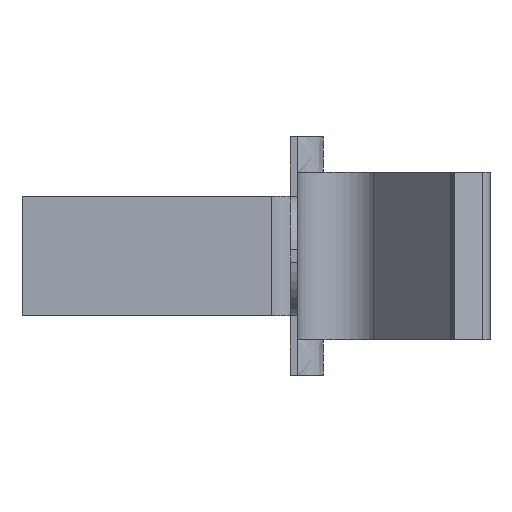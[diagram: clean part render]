
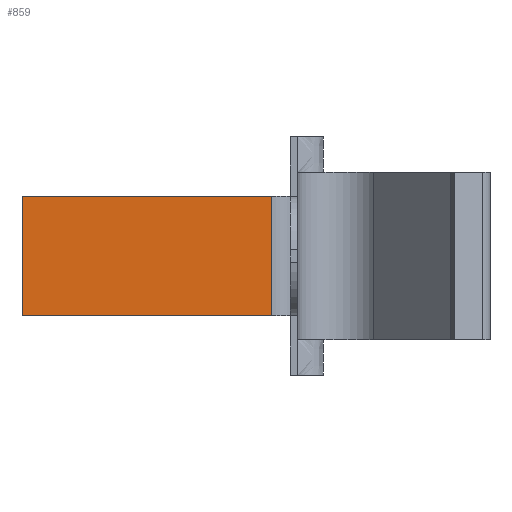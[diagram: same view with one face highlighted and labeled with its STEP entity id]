
A CAD part, front view. The second image highlights one B-rep face of the part: STEP entity #859.
In plain terms, the highlighted planar face has unit normal (0, -1, 0).
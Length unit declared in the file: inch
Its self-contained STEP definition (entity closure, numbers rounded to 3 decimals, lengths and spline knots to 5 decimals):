
#63 = ORIENTED_EDGE ( 'NONE', *, *, #1219, .T. ) ;
#66 = FACE_OUTER_BOUND ( 'NONE', #1660, .T. ) ;
#82 = DIRECTION ( 'NONE',  ( 1., 0., 0. ) ) ;
#298 = DIRECTION ( 'NONE',  ( 0., 0., -1. ) ) ;
#341 = VECTOR ( 'NONE', #1391, 39.37008 ) ;
#347 = PLANE ( 'NONE',  #1136 ) ;
#392 = VERTEX_POINT ( 'NONE', #1588 ) ;
#497 = CARTESIAN_POINT ( 'NONE',  ( 0., 0.234, 0.2955 ) ) ;
#505 = DIRECTION ( 'NONE',  ( 0., -1., 0. ) ) ;
#511 = ORIENTED_EDGE ( 'NONE', *, *, #919, .F. ) ;
#526 = LINE ( 'NONE', #1465, #1206 ) ;
#653 = ORIENTED_EDGE ( 'NONE', *, *, #1736, .F. ) ;
#762 = VECTOR ( 'NONE', #298, 39.37008 ) ;
#784 = VERTEX_POINT ( 'NONE', #1084 ) ;
#787 = VERTEX_POINT ( 'NONE', #1838 ) ;
#793 = VECTOR ( 'NONE', #82, 39.37008 ) ;
#841 = CARTESIAN_POINT ( 'NONE',  ( -0.042, 0.234, 0.2955 ) ) ;
#859 = ADVANCED_FACE ( 'NONE', ( #66 ), #347, .T. ) ;
#919 = EDGE_CURVE ( 'NONE', #784, #1332, #1585, .T. ) ;
#969 = ORIENTED_EDGE ( 'NONE', *, *, #1863, .F. ) ;
#1060 = LINE ( 'NONE', #1676, #762 ) ;
#1084 = CARTESIAN_POINT ( 'NONE',  ( -0.45465, 0.234, 0.2955 ) ) ;
#1118 = DIRECTION ( 'NONE',  ( 0., 0., -1. ) ) ;
#1136 = AXIS2_PLACEMENT_3D ( 'NONE', #1464, #505, #1604 ) ;
#1206 = VECTOR ( 'NONE', #1118, 39.37008 ) ;
#1219 = EDGE_CURVE ( 'NONE', #784, #392, #1060, .T. ) ;
#1261 = CARTESIAN_POINT ( 'NONE',  ( 0., 0.234, 0.0985 ) ) ;
#1332 = VERTEX_POINT ( 'NONE', #841 ) ;
#1391 = DIRECTION ( 'NONE',  ( -1., 0., 0. ) ) ;
#1464 = CARTESIAN_POINT ( 'NONE',  ( 0., 0.234, 0.74013 ) ) ;
#1465 = CARTESIAN_POINT ( 'NONE',  ( -0.042, 0.234, 0.74013 ) ) ;
#1585 = LINE ( 'NONE', #497, #793 ) ;
#1588 = CARTESIAN_POINT ( 'NONE',  ( -0.45465, 0.234, 0.0985 ) ) ;
#1604 = DIRECTION ( 'NONE',  ( 0., 0., -1. ) ) ;
#1660 = EDGE_LOOP ( 'NONE', ( #511, #63, #653, #969 ) ) ;
#1676 = CARTESIAN_POINT ( 'NONE',  ( -0.45465, 0.234, 0.74013 ) ) ;
#1736 = EDGE_CURVE ( 'NONE', #787, #392, #2005, .T. ) ;
#1838 = CARTESIAN_POINT ( 'NONE',  ( -0.042, 0.234, 0.0985 ) ) ;
#1863 = EDGE_CURVE ( 'NONE', #1332, #787, #526, .T. ) ;
#2005 = LINE ( 'NONE', #1261, #341 ) ;
